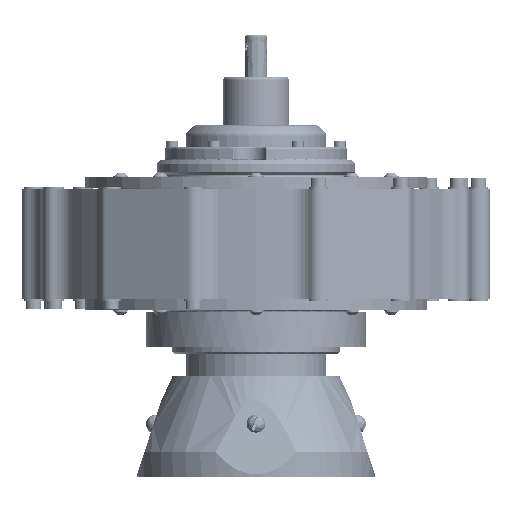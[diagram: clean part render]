
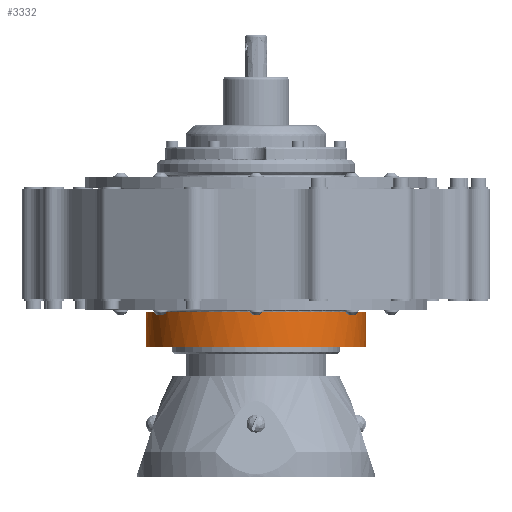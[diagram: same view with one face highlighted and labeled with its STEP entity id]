
A CAD part, left-side view. The second image highlights one B-rep face of the part: STEP entity #3332.
In plain terms, the highlighted free-form (B-spline) face has degree [2, 1] with [5, 2] control points.
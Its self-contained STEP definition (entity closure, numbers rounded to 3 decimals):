
#3205 = VERTEX_POINT('',#3206);
#3206 = CARTESIAN_POINT('',(179.522,64.115,
    -60.268));
#3207 = VERTEX_POINT('',#3208);
#3208 = CARTESIAN_POINT('',(179.522,-64.115,
    -60.268));
#3216 = EDGE_CURVE('',#3207,#3205,#3217,.T.);
#3217 = ( BOUNDED_CURVE() B_SPLINE_CURVE(2,(#3218,#3219,#3220,#3221,
#3222),.UNSPECIFIED.,.F.,.F.) B_SPLINE_CURVE_WITH_KNOTS((3,2,3),(
    3.142,4.712,6.283),
.PIECEWISE_BEZIER_KNOTS.) CURVE() GEOMETRIC_REPRESENTATION_ITEM() 
RATIONAL_B_SPLINE_CURVE((1.,0.707,1.,0.707,1.)) 
REPRESENTATION_ITEM('') );
#3218 = CARTESIAN_POINT('',(179.522,-64.115,
    -60.268));
#3219 = CARTESIAN_POINT('',(115.407,-64.115,
    -60.268));
#3220 = CARTESIAN_POINT('',(115.407,0.,
    -60.268));
#3221 = CARTESIAN_POINT('',(115.407,64.115,
    -60.268));
#3222 = CARTESIAN_POINT('',(179.522,64.115,
    -60.268));
#3308 = EDGE_CURVE('',#3309,#3311,#3313,.T.);
#3309 = VERTEX_POINT('',#3310);
#3310 = CARTESIAN_POINT('',(179.522,64.115,
    -39.751));
#3311 = VERTEX_POINT('',#3312);
#3312 = CARTESIAN_POINT('',(179.522,-64.115,
    -39.751));
#3313 = ( BOUNDED_CURVE() B_SPLINE_CURVE(2,(#3314,#3315,#3316,#3317,
#3318),.UNSPECIFIED.,.F.,.F.) B_SPLINE_CURVE_WITH_KNOTS((3,2,3),(0.,
1.571,3.142),.PIECEWISE_BEZIER_KNOTS.) CURVE() 
GEOMETRIC_REPRESENTATION_ITEM() RATIONAL_B_SPLINE_CURVE((1.,
0.707,1.,0.707,1.)) REPRESENTATION_ITEM('') );
#3314 = CARTESIAN_POINT('',(179.522,64.115,
    -39.751));
#3315 = CARTESIAN_POINT('',(115.407,64.115,
    -39.751));
#3316 = CARTESIAN_POINT('',(115.407,0.,
    -39.751));
#3317 = CARTESIAN_POINT('',(115.407,-64.115,
    -39.751));
#3318 = CARTESIAN_POINT('',(179.522,-64.115,
    -39.751));
#3332 = ADVANCED_FACE('',(#3333),#3347,.T.);
#3333 = FACE_BOUND('',#3334,.T.);
#3334 = EDGE_LOOP('',(#3335,#3340,#3341,#3346));
#3335 = ORIENTED_EDGE('',*,*,#3336,.F.);
#3336 = EDGE_CURVE('',#3311,#3207,#3337,.T.);
#3337 = B_SPLINE_CURVE_WITH_KNOTS('',1,(#3338,#3339),.UNSPECIFIED.,.F.,
  .F.,(2,2),(142.421,158.421),.PIECEWISE_BEZIER_KNOTS.);
#3338 = CARTESIAN_POINT('',(179.522,-64.115,
    -39.751));
#3339 = CARTESIAN_POINT('',(179.522,-64.115,
    -60.268));
#3340 = ORIENTED_EDGE('',*,*,#3308,.F.);
#3341 = ORIENTED_EDGE('',*,*,#3342,.T.);
#3342 = EDGE_CURVE('',#3309,#3205,#3343,.T.);
#3343 = B_SPLINE_CURVE_WITH_KNOTS('',1,(#3344,#3345),.UNSPECIFIED.,.F.,
  .F.,(2,2),(142.421,158.421),.PIECEWISE_BEZIER_KNOTS.);
#3344 = CARTESIAN_POINT('',(179.522,64.115,
    -39.751));
#3345 = CARTESIAN_POINT('',(179.522,64.115,
    -60.268));
#3346 = ORIENTED_EDGE('',*,*,#3216,.F.);
#3347 = ( BOUNDED_SURFACE() B_SPLINE_SURFACE(2,1,(
    (#3348,#3349)
    ,(#3350,#3351)
    ,(#3352,#3353)
    ,(#3354,#3355)
    ,(#3356,#3357
)),.UNSPECIFIED.,.F.,.F.,.F.) B_SPLINE_SURFACE_WITH_KNOTS((3,2,3),(2,2),
  (3.142,4.712,6.283),(142.421,
    158.421),.PIECEWISE_BEZIER_KNOTS.) 
GEOMETRIC_REPRESENTATION_ITEM() RATIONAL_B_SPLINE_SURFACE((
    (1.,1.)
    ,(0.707,0.707)
    ,(1.,1.)
    ,(0.707,0.707)
,(1.,1.))) REPRESENTATION_ITEM('') SURFACE() );
#3348 = CARTESIAN_POINT('',(179.522,-64.115,
    -39.751));
#3349 = CARTESIAN_POINT('',(179.522,-64.115,
    -60.268));
#3350 = CARTESIAN_POINT('',(115.407,-64.115,
    -39.751));
#3351 = CARTESIAN_POINT('',(115.407,-64.115,
    -60.268));
#3352 = CARTESIAN_POINT('',(115.407,0.,
    -39.751));
#3353 = CARTESIAN_POINT('',(115.407,0.,
    -60.268));
#3354 = CARTESIAN_POINT('',(115.407,64.115,
    -39.751));
#3355 = CARTESIAN_POINT('',(115.407,64.115,
    -60.268));
#3356 = CARTESIAN_POINT('',(179.522,64.115,
    -39.751));
#3357 = CARTESIAN_POINT('',(179.522,64.115,
    -60.268));
